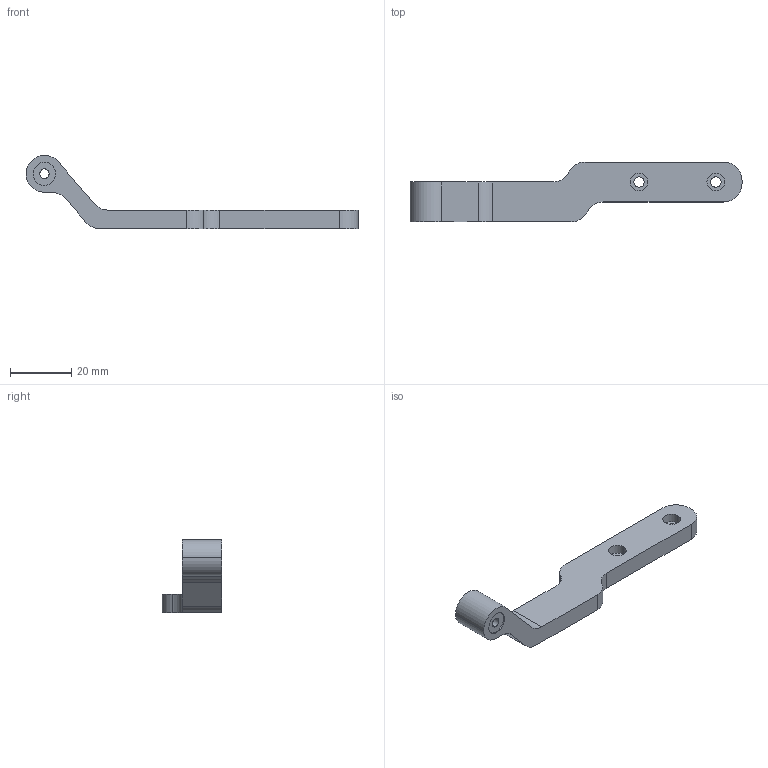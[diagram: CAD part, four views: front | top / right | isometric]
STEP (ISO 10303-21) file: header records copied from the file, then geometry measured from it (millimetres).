
FILE_DESCRIPTION((''),'2;1');
FILE_NAME('FINAL_ARM_UPPER','2025-03-07T10:08:23',('Ethan'),(''),'CREO PARAMETRIC BY PTC INC, 2024063','CREO PARAMETRIC BY PTC INC, 2024063','');
FILE_SCHEMA(('CONFIG_CONTROL_DESIGN'));
Length unit declared in the file: millimetre
Products named in the file (1): FINAL_ARM_UPPER
Bounding box: 108 x 19.5 x 23.81 mm (x, y, z)
Volume: 9324.9 mm3; surface area: 4908.7 mm2
Topology: 1 solids, 1 shells, 39 faces, 99 edges, 66 vertices
Faces by surface type: cylinder 19, plane 14, extrusion 6
Entity records: 1359 total; most frequent: CARTESIAN_POINT 328, DIRECTION 209, ORIENTED_EDGE 198, EDGE_CURVE 99, AXIS2_PLACEMENT_3D 77, VERTEX_POINT 66, VECTOR 55, LINE 49
